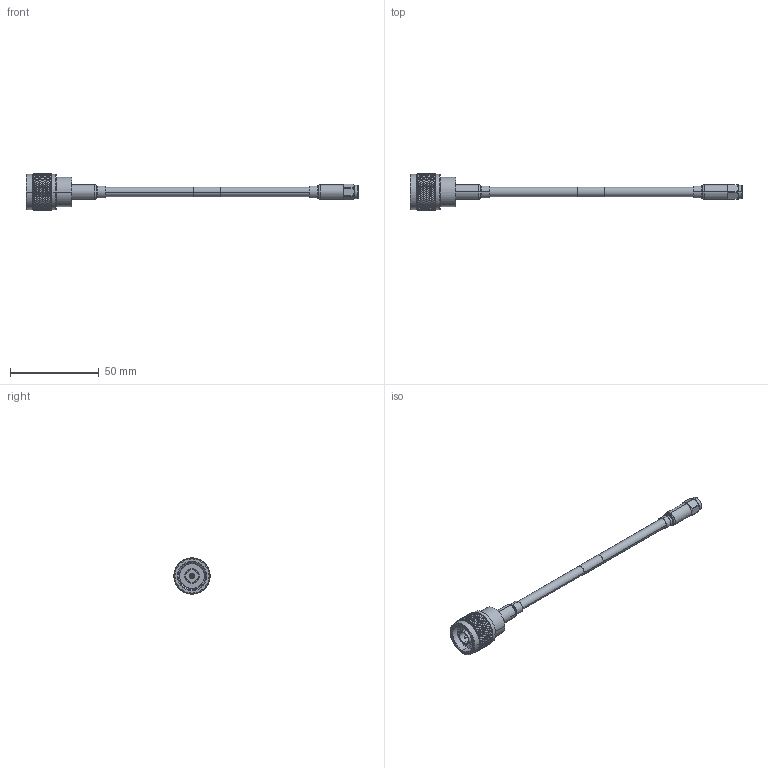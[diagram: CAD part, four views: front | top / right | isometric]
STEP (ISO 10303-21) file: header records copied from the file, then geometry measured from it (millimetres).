
FILE_DESCRIPTION (( 'STEP AP203' ), '1' );
FILE_NAME ('FMCA2785.STEP', '2022-03-09T20:06:53', ( '' ), ( '' ), 'SwSTEP 2.0', 'SolidWorks 2021', '' );
FILE_SCHEMA (( 'CONFIG_CONTROL_DESIGN' ));
Products named in the file (7): FMCN1759_FERRULE; RG223_with label; CA-240-MA1_.75" Long; FMCN1759; SC9107; FMCA2785
Assembly tree (7 placements, depth 3):
  FMCA2785
    RG223_with label
    CA-240-MA1_.75" Long  x2
    SC9107
    FMCN1759
      FMCN1759
      FMCN1759_FERRULE
Bounding box: 186.84 x 20.32 x 20.32 mm (x, y, z)
Volume: 9670.6 mm3; surface area: 10359.2 mm2
Topology: 7 solids, 7 shells, 2470 faces, 5277 edges, 2839 vertices
Faces by surface type: bspline 1800, cylinder 558, plane 50, cone 44, torus 18
Entity records: 96765 total; most frequent: CARTESIAN_POINT 63460, ORIENTED_EDGE 10466, EDGE_CURVE 5233, VERTEX_POINT 2815, EDGE_LOOP 2472, FACE_OUTER_BOUND 2448, ADVANCED_FACE 2448, DIRECTION 2214
